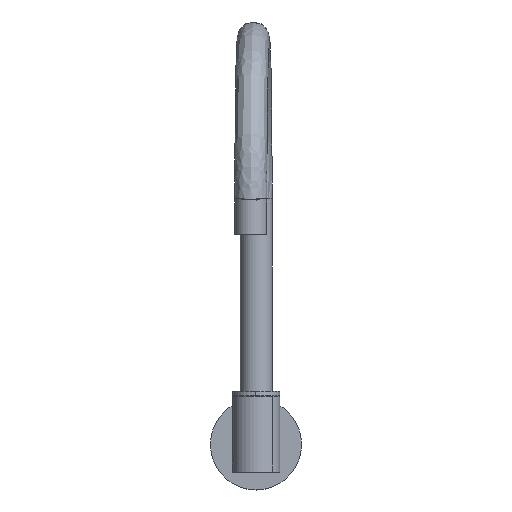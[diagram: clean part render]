
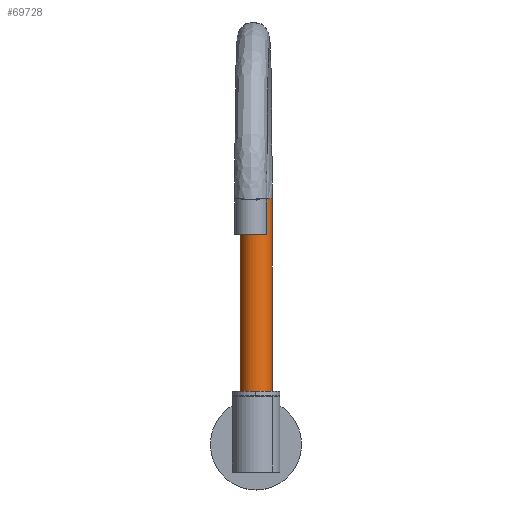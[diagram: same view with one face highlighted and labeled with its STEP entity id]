
A CAD part, top view. The second image highlights one B-rep face of the part: STEP entity #69728.
In plain terms, the highlighted cylindrical face has radius 9.5 mm (diameter 19 mm), a partial arc.
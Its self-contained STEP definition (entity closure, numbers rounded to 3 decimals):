
#425 = LINE ( 'NONE', #63772, #91383 ) ;
#3982 = LINE ( 'NONE', #93168, #42272 ) ;
#4074 = CARTESIAN_POINT ( 'NONE',  ( 0.038, 145.515, 40.931 ) ) ;
#4452 = EDGE_CURVE ( 'NONE', #84288, #46802, #3982, .T. ) ;
#5538 = ORIENTED_EDGE ( 'NONE', *, *, #86791, .F. ) ;
#6369 = DIRECTION ( 'NONE',  ( 0., 1., 0. ) ) ;
#10968 = AXIS2_PLACEMENT_3D ( 'NONE', #4074, #54388, #11322 ) ;
#11322 = DIRECTION ( 'NONE',  ( -1., 0., -0.016 ) ) ;
#17933 = AXIS2_PLACEMENT_3D ( 'NONE', #18477, #68612, #25721 ) ;
#18477 = CARTESIAN_POINT ( 'NONE',  ( 0.038, 30.015, 40.931 ) ) ;
#19553 = EDGE_CURVE ( 'NONE', #43044, #51431, #425, .T. ) ;
#20938 = CARTESIAN_POINT ( 'NONE',  ( 0.038, 30.015, 40.931 ) ) ;
#23453 = ORIENTED_EDGE ( 'NONE', *, *, #19553, .T. ) ;
#24801 = CIRCLE ( 'NONE', #10968, 9.5 ) ;
#25721 = DIRECTION ( 'NONE',  ( -1., 0., -0.016 ) ) ;
#28797 = EDGE_CURVE ( 'NONE', #84288, #43044, #80804, .T. ) ;
#30856 = CARTESIAN_POINT ( 'NONE',  ( -9.461, 30.015, 40.777 ) ) ;
#34972 = ORIENTED_EDGE ( 'NONE', *, *, #28797, .T. ) ;
#35797 = DIRECTION ( 'NONE',  ( -1., 0., -0.016 ) ) ;
#42272 = VECTOR ( 'NONE', #50332, 1000. ) ;
#43044 = VERTEX_POINT ( 'NONE', #74400 ) ;
#46802 = VERTEX_POINT ( 'NONE', #59371 ) ;
#50332 = DIRECTION ( 'NONE',  ( 0., 1., 0. ) ) ;
#51431 = VERTEX_POINT ( 'NONE', #92091 ) ;
#51759 = AXIS2_PLACEMENT_3D ( 'NONE', #20938, #92638, #35797 ) ;
#54388 = DIRECTION ( 'NONE',  ( 0., 1., 0. ) ) ;
#57041 = CYLINDRICAL_SURFACE ( 'NONE', #51759, 9.5 ) ;
#59371 = CARTESIAN_POINT ( 'NONE',  ( -9.461, 145.515, 40.777 ) ) ;
#63772 = CARTESIAN_POINT ( 'NONE',  ( 9.537, 30.015, 41.085 ) ) ;
#63913 = EDGE_LOOP ( 'NONE', ( #34972, #23453, #5538, #92434 ) ) ;
#68612 = DIRECTION ( 'NONE',  ( 0., 1., 0. ) ) ;
#69728 = ADVANCED_FACE ( 'NONE', ( #82785 ), #57041, .T. ) ;
#74400 = CARTESIAN_POINT ( 'NONE',  ( 9.537, 30.015, 41.085 ) ) ;
#80804 = CIRCLE ( 'NONE', #17933, 9.5 ) ;
#82785 = FACE_OUTER_BOUND ( 'NONE', #63913, .T. ) ;
#84288 = VERTEX_POINT ( 'NONE', #30856 ) ;
#86791 = EDGE_CURVE ( 'NONE', #46802, #51431, #24801, .T. ) ;
#91383 = VECTOR ( 'NONE', #6369, 1000. ) ;
#92091 = CARTESIAN_POINT ( 'NONE',  ( 9.537, 145.515, 41.085 ) ) ;
#92434 = ORIENTED_EDGE ( 'NONE', *, *, #4452, .F. ) ;
#92638 = DIRECTION ( 'NONE',  ( 0., 1., 0. ) ) ;
#93168 = CARTESIAN_POINT ( 'NONE',  ( -9.461, 30.015, 40.777 ) ) ;
